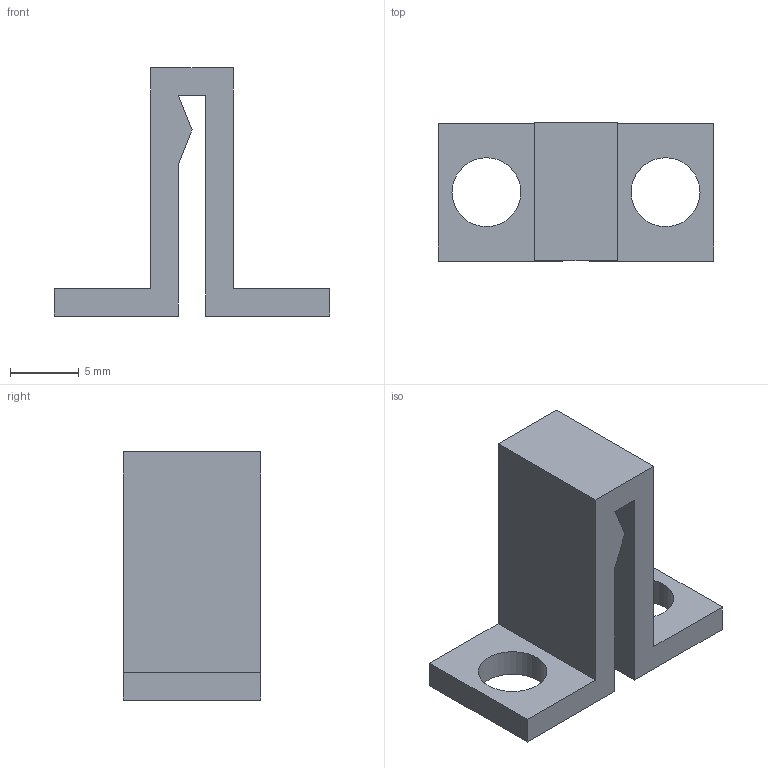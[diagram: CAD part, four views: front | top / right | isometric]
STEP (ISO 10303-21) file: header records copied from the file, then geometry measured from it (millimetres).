
FILE_DESCRIPTION(('STEP AP203'), '1');
FILE_NAME('Äåòàëü çàæèì äëÿ òðîñà', '', ('UNSPECIFIED'), ('UNSPECIFIED'), 'C3D Converter', 'C3D Toolkit', '');
FILE_SCHEMA(('CONFIG_CONTROL_DESIGN'));
Length unit declared in the file: millimetre
Bounding box: 20 x 10 x 18 mm (x, y, z)
Volume: 986.5 mm3; surface area: 1281.1 mm2
Topology: 1 solids, 1 shells, 18 faces, 48 edges, 32 vertices
Faces by surface type: plane 16, cylinder 2
Full cylindrical faces by diameter (mm): 5 x2
Entity records: 733 total; most frequent: CARTESIAN_POINT 97, ORIENTED_EDGE 92, DIRECTION 88, EDGE_CURVE 46, LINE 42, VECTOR 42, VERTEX_POINT 32, EDGE_LOOP 24
